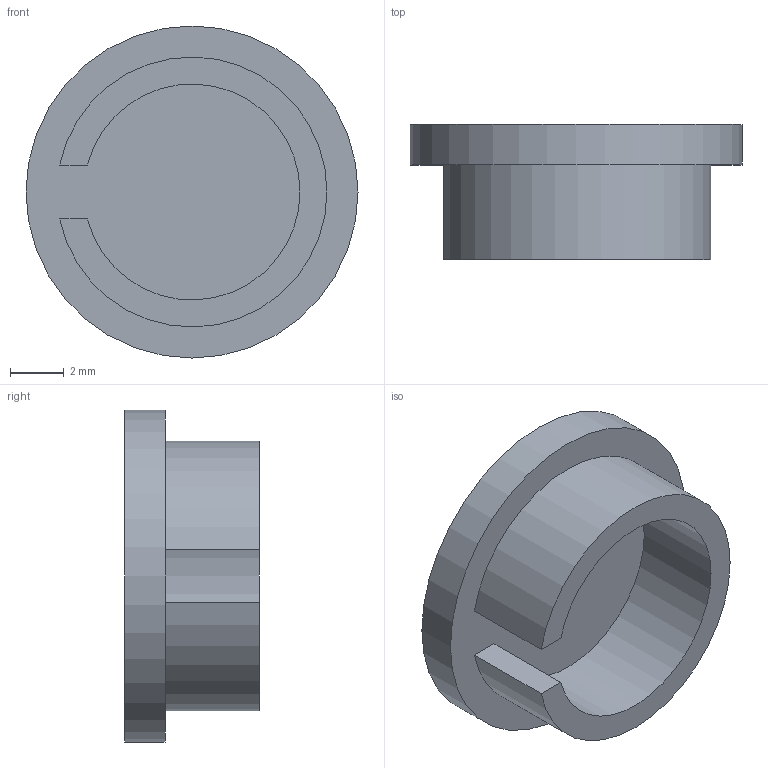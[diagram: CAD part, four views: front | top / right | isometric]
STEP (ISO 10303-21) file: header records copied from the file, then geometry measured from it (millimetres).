
FILE_DESCRIPTION(('HOOPS Exchange Step'),'2;1');
FILE_NAME('export-17B1B60D-2D78-4B8B-A079-6AB9A04EBFD4.stp','2022-01-18T21:14:51+01:00',('31616'),('Alibre'),'HOOPS Exchange 2020.1','Alibre','Unknown authorisation');
FILE_SCHEMA( ('AP242_MANAGED_MODEL_BASED_3D_ENGINEERING_MIM_LF {1 0 10303 442 1 1 4 }') );
Length unit declared in the file: centimetre
Products named in the file (1): KnopDop
Bounding box: 12.3 x 5 x 12.3 mm (x, y, z)
Volume: 268.6 mm3; surface area: 489.7 mm2
Topology: 1 solids, 1 shells, 10 faces, 22 edges, 16 vertices
Faces by surface type: plane 6, cylinder 4
Full cylindrical faces by diameter (mm): 2 x1, 12.3 x1
Entity records: 320 total; most frequent: DIRECTION 58, CARTESIAN_POINT 50, ORIENTED_EDGE 44, AXIS2_PLACEMENT_3D 24, EDGE_CURVE 22, VERTEX_POINT 16, CIRCLE 12, EDGE_LOOP 12
